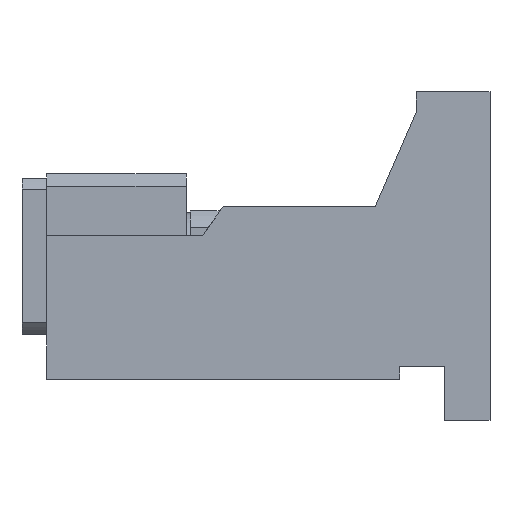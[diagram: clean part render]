
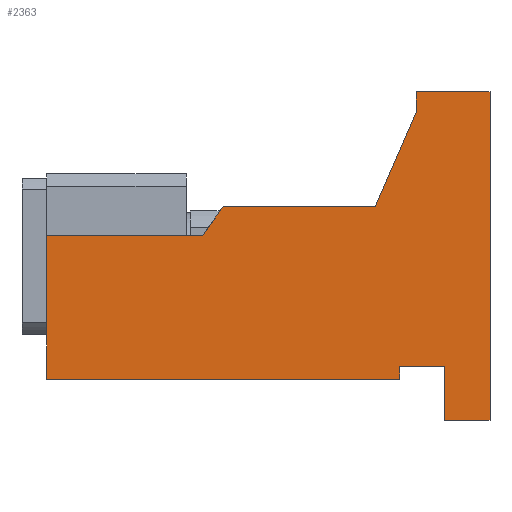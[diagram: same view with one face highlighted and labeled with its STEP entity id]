
A CAD part, front view. The second image highlights one B-rep face of the part: STEP entity #2363.
In plain terms, the highlighted planar face has unit normal (0, -1, 0).
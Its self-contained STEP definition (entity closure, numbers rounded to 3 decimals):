
#1743=CARTESIAN_POINT('Vertex',(90.,-40.,35.)) ;
#1746=CARTESIAN_POINT('Line Origine',(90.,-40.,37.5)) ;
#1750=CARTESIAN_POINT('Vertex',(90.,-40.,40.)) ;
#2139=CARTESIAN_POINT('Line Origine',(85.017,-40.,23.5)) ;
#2143=CARTESIAN_POINT('Vertex',(80.033,-40.,12.)) ;
#2163=CARTESIAN_POINT('Vertex',(43.,-40.,12.)) ;
#2166=CARTESIAN_POINT('Line Origine',(61.517,-40.,12.)) ;
#2200=CARTESIAN_POINT('Vertex',(38.,-40.,5.)) ;
#2203=CARTESIAN_POINT('Line Origine',(40.5,-40.,8.5)) ;
#2226=CARTESIAN_POINT('Vertex',(0.,-40.,5.)) ;
#2229=CARTESIAN_POINT('Line Origine',(19.,-40.,5.)) ;
#2289=CARTESIAN_POINT('Axis2P3D Location',(0.,-40.,5.)) ;
#2294=CARTESIAN_POINT('Line Origine',(97.,-40.,-33.5)) ;
#2298=CARTESIAN_POINT('Vertex',(97.,-40.,-27.)) ;
#2300=CARTESIAN_POINT('Vertex',(97.,-40.,-40.)) ;
#2303=CARTESIAN_POINT('Line Origine',(102.5,-40.,-40.)) ;
#2307=CARTESIAN_POINT('Vertex',(108.,-40.,-40.)) ;
#2310=CARTESIAN_POINT('Line Origine',(108.,-40.,0.)) ;
#2314=CARTESIAN_POINT('Vertex',(108.,-40.,40.)) ;
#2317=CARTESIAN_POINT('Line Origine',(99.,-40.,40.)) ;
#2322=CARTESIAN_POINT('Line Origine',(0.,-40.,-12.5)) ;
#2326=CARTESIAN_POINT('Vertex',(0.,-40.,-30.)) ;
#2329=CARTESIAN_POINT('Line Origine',(43.,-40.,-30.)) ;
#2333=CARTESIAN_POINT('Vertex',(86.,-40.,-30.)) ;
#2336=CARTESIAN_POINT('Line Origine',(86.,-40.,-28.5)) ;
#2340=CARTESIAN_POINT('Vertex',(86.,-40.,-27.)) ;
#2343=CARTESIAN_POINT('Line Origine',(91.5,-40.,-27.)) ;
#1747=DIRECTION('Vector Direction',(0.,0.,-1.)) ;
#2140=DIRECTION('Vector Direction',(0.398,0.,0.918)) ;
#2167=DIRECTION('Vector Direction',(1.,0.,0.)) ;
#2204=DIRECTION('Vector Direction',(-0.581,0.,-0.814)) ;
#2230=DIRECTION('Vector Direction',(1.,0.,0.)) ;
#2290=DIRECTION('Axis2P3D Direction',(0.,-1.,0.)) ;
#2291=DIRECTION('Axis2P3D XDirection',(0.,0.,-1.)) ;
#2295=DIRECTION('Vector Direction',(0.,0.,-1.)) ;
#2304=DIRECTION('Vector Direction',(-1.,0.,0.)) ;
#2311=DIRECTION('Vector Direction',(0.,0.,-1.)) ;
#2318=DIRECTION('Vector Direction',(-1.,0.,0.)) ;
#2323=DIRECTION('Vector Direction',(0.,0.,-1.)) ;
#2330=DIRECTION('Vector Direction',(-1.,0.,0.)) ;
#2337=DIRECTION('Vector Direction',(0.,0.,-1.)) ;
#2344=DIRECTION('Vector Direction',(1.,0.,0.)) ;
#2292=AXIS2_PLACEMENT_3D('Plane Axis2P3D',#2289,#2290,#2291) ;
#2349=ORIENTED_EDGE('',*,*,#2302,.T.) ;
#2350=ORIENTED_EDGE('',*,*,#2309,.F.) ;
#2351=ORIENTED_EDGE('',*,*,#2316,.F.) ;
#2352=ORIENTED_EDGE('',*,*,#2321,.T.) ;
#2353=ORIENTED_EDGE('',*,*,#1752,.F.) ;
#2354=ORIENTED_EDGE('',*,*,#2145,.T.) ;
#2355=ORIENTED_EDGE('',*,*,#2170,.F.) ;
#2356=ORIENTED_EDGE('',*,*,#2207,.T.) ;
#2357=ORIENTED_EDGE('',*,*,#2233,.F.) ;
#2358=ORIENTED_EDGE('',*,*,#2328,.T.) ;
#2359=ORIENTED_EDGE('',*,*,#2335,.F.) ;
#2360=ORIENTED_EDGE('',*,*,#2342,.F.) ;
#2361=ORIENTED_EDGE('',*,*,#2347,.T.) ;
#1748=VECTOR('Line Direction',#1747,1.) ;
#2141=VECTOR('Line Direction',#2140,1.) ;
#2168=VECTOR('Line Direction',#2167,1.) ;
#2205=VECTOR('Line Direction',#2204,1.) ;
#2231=VECTOR('Line Direction',#2230,1.) ;
#2296=VECTOR('Line Direction',#2295,1.) ;
#2305=VECTOR('Line Direction',#2304,1.) ;
#2312=VECTOR('Line Direction',#2311,1.) ;
#2319=VECTOR('Line Direction',#2318,1.) ;
#2324=VECTOR('Line Direction',#2323,1.) ;
#2331=VECTOR('Line Direction',#2330,1.) ;
#2338=VECTOR('Line Direction',#2337,1.) ;
#2345=VECTOR('Line Direction',#2344,1.) ;
#2363=ADVANCED_FACE('\X2\96F64EF651E04F554F53\X0\',(#2362),#2293,.T.) ;
#1752=EDGE_CURVE('',#1744,#1751,#1749,.F.) ;
#2145=EDGE_CURVE('',#1744,#2144,#2142,.F.) ;
#2170=EDGE_CURVE('',#2164,#2144,#2169,.T.) ;
#2207=EDGE_CURVE('',#2164,#2201,#2206,.T.) ;
#2233=EDGE_CURVE('',#2227,#2201,#2232,.T.) ;
#2302=EDGE_CURVE('',#2299,#2301,#2297,.T.) ;
#2309=EDGE_CURVE('',#2308,#2301,#2306,.T.) ;
#2316=EDGE_CURVE('',#2315,#2308,#2313,.T.) ;
#2321=EDGE_CURVE('',#2315,#1751,#2320,.T.) ;
#2328=EDGE_CURVE('',#2227,#2327,#2325,.T.) ;
#2335=EDGE_CURVE('',#2334,#2327,#2332,.T.) ;
#2342=EDGE_CURVE('',#2341,#2334,#2339,.T.) ;
#2347=EDGE_CURVE('',#2341,#2299,#2346,.T.) ;
#2348=EDGE_LOOP('',(#2349,#2350,#2351,#2352,#2353,#2354,#2355,#2356,#2357,#2358,#2359,#2360,#2361)) ;
#2362=FACE_OUTER_BOUND('',#2348,.T.) ;
#1749=LINE('Line',#1746,#1748) ;
#2142=LINE('Line',#2139,#2141) ;
#2169=LINE('Line',#2166,#2168) ;
#2206=LINE('Line',#2203,#2205) ;
#2232=LINE('Line',#2229,#2231) ;
#2297=LINE('Line',#2294,#2296) ;
#2306=LINE('Line',#2303,#2305) ;
#2313=LINE('Line',#2310,#2312) ;
#2320=LINE('Line',#2317,#2319) ;
#2325=LINE('Line',#2322,#2324) ;
#2332=LINE('Line',#2329,#2331) ;
#2339=LINE('Line',#2336,#2338) ;
#2346=LINE('Line',#2343,#2345) ;
#2293=PLANE('Plane',#2292) ;
#1744=VERTEX_POINT('',#1743) ;
#1751=VERTEX_POINT('',#1750) ;
#2144=VERTEX_POINT('',#2143) ;
#2164=VERTEX_POINT('',#2163) ;
#2201=VERTEX_POINT('',#2200) ;
#2227=VERTEX_POINT('',#2226) ;
#2299=VERTEX_POINT('',#2298) ;
#2301=VERTEX_POINT('',#2300) ;
#2308=VERTEX_POINT('',#2307) ;
#2315=VERTEX_POINT('',#2314) ;
#2327=VERTEX_POINT('',#2326) ;
#2334=VERTEX_POINT('',#2333) ;
#2341=VERTEX_POINT('',#2340) ;
